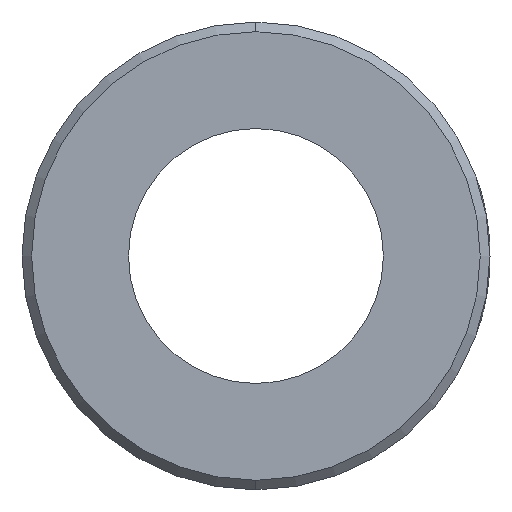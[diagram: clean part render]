
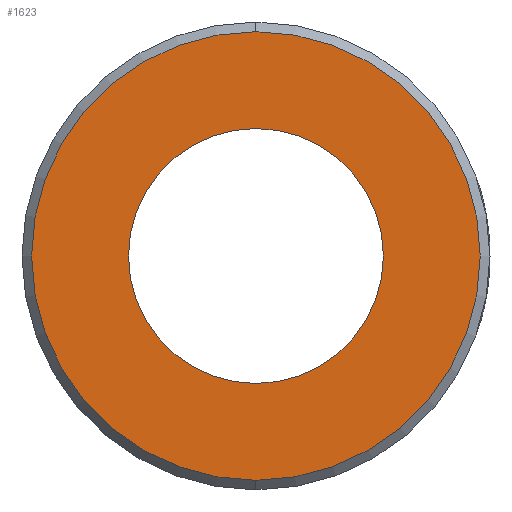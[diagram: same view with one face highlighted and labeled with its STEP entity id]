
A CAD part, front view. The second image highlights one B-rep face of the part: STEP entity #1623.
In plain terms, the highlighted planar face has unit normal (0, -1, 0).
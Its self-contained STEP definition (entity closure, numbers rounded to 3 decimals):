
#56 = EDGE_CURVE ( 'NONE', #860, #1944, #1313, .T. ) ;
#74 = CARTESIAN_POINT ( 'NONE',  ( 0., -6.9, -13.903 ) ) ;
#145 = AXIS2_PLACEMENT_3D ( 'NONE', #1272, #2424, #1816 ) ;
#266 = CARTESIAN_POINT ( 'NONE',  ( 0., -6.9, 13.903 ) ) ;
#302 = AXIS2_PLACEMENT_3D ( 'NONE', #1650, #2452, #2440 ) ;
#333 = EDGE_LOOP ( 'NONE', ( #1842, #1795 ) ) ;
#344 = EDGE_CURVE ( 'NONE', #1067, #2329, #773, .T. ) ;
#482 = DIRECTION ( 'NONE',  ( 0., 1., 0. ) ) ;
#512 = CARTESIAN_POINT ( 'NONE',  ( 0., -6.9, 0. ) ) ;
#566 = CARTESIAN_POINT ( 'NONE',  ( 0., -6.9, -7.9 ) ) ;
#576 = CIRCLE ( 'NONE', #302, 13.903 ) ;
#584 = FACE_OUTER_BOUND ( 'NONE', #2183, .T. ) ;
#653 = AXIS2_PLACEMENT_3D ( 'NONE', #512, #1087, #1814 ) ;
#773 = CIRCLE ( 'NONE', #653, 13.903 ) ;
#860 = VERTEX_POINT ( 'NONE', #566 ) ;
#875 = EDGE_CURVE ( 'NONE', #2329, #1067, #576, .T. ) ;
#963 = FACE_BOUND ( 'NONE', #333, .T. ) ;
#1067 = VERTEX_POINT ( 'NONE', #266 ) ;
#1087 = DIRECTION ( 'NONE',  ( 0., -1., 0. ) ) ;
#1192 = DIRECTION ( 'NONE',  ( 0., 0., 1. ) ) ;
#1244 = ORIENTED_EDGE ( 'NONE', *, *, #875, .T. ) ;
#1254 = ORIENTED_EDGE ( 'NONE', *, *, #344, .T. ) ;
#1272 = CARTESIAN_POINT ( 'NONE',  ( 0., -6.9, 0. ) ) ;
#1313 = CIRCLE ( 'NONE', #145, 7.9 ) ;
#1337 = CARTESIAN_POINT ( 'NONE',  ( 0., -6.9, 7.9 ) ) ;
#1439 = CIRCLE ( 'NONE', #2083, 7.9 ) ;
#1481 = PLANE ( 'NONE',  #2008 ) ;
#1565 = DIRECTION ( 'NONE',  ( 0., 0., 1. ) ) ;
#1574 = CARTESIAN_POINT ( 'NONE',  ( 0., -6.9, 0. ) ) ;
#1623 = ADVANCED_FACE ( 'NONE', ( #584, #963 ), #1481, .F. ) ;
#1650 = CARTESIAN_POINT ( 'NONE',  ( 0., -6.9, 0. ) ) ;
#1758 = CARTESIAN_POINT ( 'NONE',  ( 0., -6.9, 0. ) ) ;
#1795 = ORIENTED_EDGE ( 'NONE', *, *, #56, .T. ) ;
#1814 = DIRECTION ( 'NONE',  ( 0., 0., 1. ) ) ;
#1816 = DIRECTION ( 'NONE',  ( 0., 0., 1. ) ) ;
#1842 = ORIENTED_EDGE ( 'NONE', *, *, #2031, .T. ) ;
#1936 = DIRECTION ( 'NONE',  ( 0., 1., 0. ) ) ;
#1944 = VERTEX_POINT ( 'NONE', #1337 ) ;
#2008 = AXIS2_PLACEMENT_3D ( 'NONE', #1758, #1936, #1565 ) ;
#2031 = EDGE_CURVE ( 'NONE', #1944, #860, #1439, .T. ) ;
#2083 = AXIS2_PLACEMENT_3D ( 'NONE', #1574, #482, #1192 ) ;
#2183 = EDGE_LOOP ( 'NONE', ( #1254, #1244 ) ) ;
#2329 = VERTEX_POINT ( 'NONE', #74 ) ;
#2424 = DIRECTION ( 'NONE',  ( 0., 1., 0. ) ) ;
#2440 = DIRECTION ( 'NONE',  ( 0., 0., 1. ) ) ;
#2452 = DIRECTION ( 'NONE',  ( 0., -1., 0. ) ) ;
